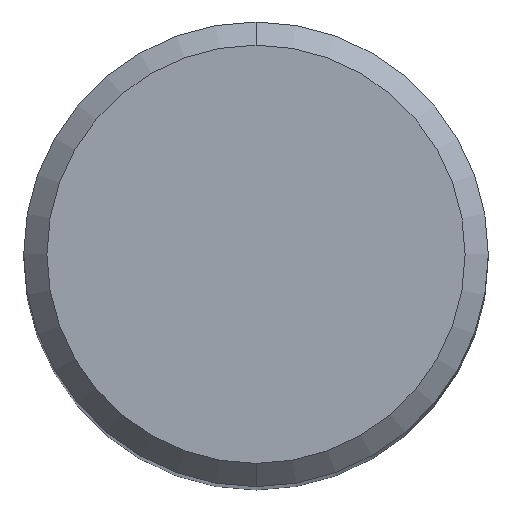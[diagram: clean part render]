
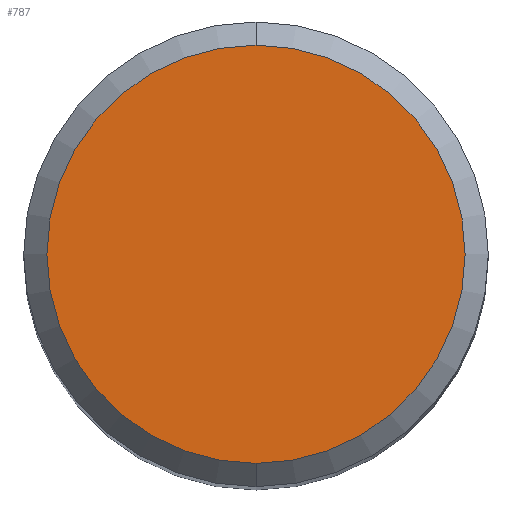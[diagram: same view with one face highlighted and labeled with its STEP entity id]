
A CAD part, top view. The second image highlights one B-rep face of the part: STEP entity #787.
In plain terms, the highlighted planar face has unit normal (0, 0, 1).
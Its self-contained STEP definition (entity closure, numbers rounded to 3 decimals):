
#353=EDGE_CURVE('',#821,#373,#951,.T.);
#373=VERTEX_POINT('',#973);
#489=EDGE_CURVE('',#373,#821,#1097,.T.);
#787=ADVANCED_FACE('',(#1424),#1425,.T.);
#821=VERTEX_POINT('',#1461);
#951=CIRCLE('',#1600,7.2);
#973=CARTESIAN_POINT('',(0.,-7.2,0.0));
#1097=CIRCLE('',#2382,7.2);
#1424=FACE_OUTER_BOUND('',#7346,.T.);
#1425=PLANE('',#7347);
#1461=CARTESIAN_POINT('',(0.0,7.2,0.0));
#1600=AXIS2_PLACEMENT_3D('',#9216,#9217,#9218);
#2382=AXIS2_PLACEMENT_3D('',#9360,#9361,#9362);
#7346=EDGE_LOOP('',(#9719,#9720));
#7347=AXIS2_PLACEMENT_3D('',#9721,#9722,#9723);
#9216=CARTESIAN_POINT('',(0.0,0.0,0.0));
#9217=DIRECTION('',(0.0,0.0,-1.0));
#9218=DIRECTION('',(0.0,1.0,0.0));
#9360=CARTESIAN_POINT('',(0.0,0.0,0.0));
#9361=DIRECTION('',(0.0,0.0,-1.0));
#9362=DIRECTION('',(0.0,1.0,0.0));
#9719=ORIENTED_EDGE('',*,*,#353,.F.);
#9720=ORIENTED_EDGE('',*,*,#489,.F.);
#9721=CARTESIAN_POINT('',(0.0,3.6,0.0));
#9722=DIRECTION('',(-0.0,0.0,1.0));
#9723=DIRECTION('',(0.0,-1.0,0.0));
